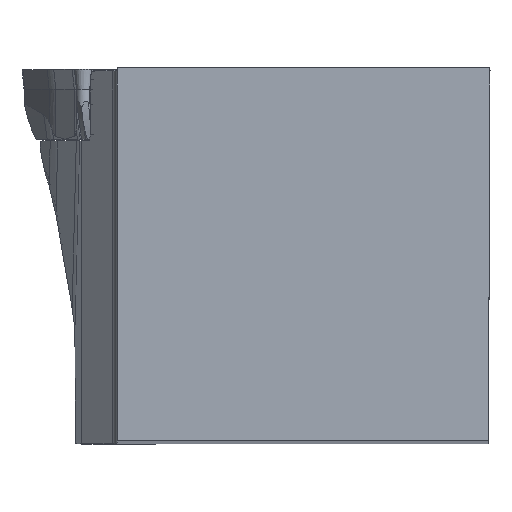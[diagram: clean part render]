
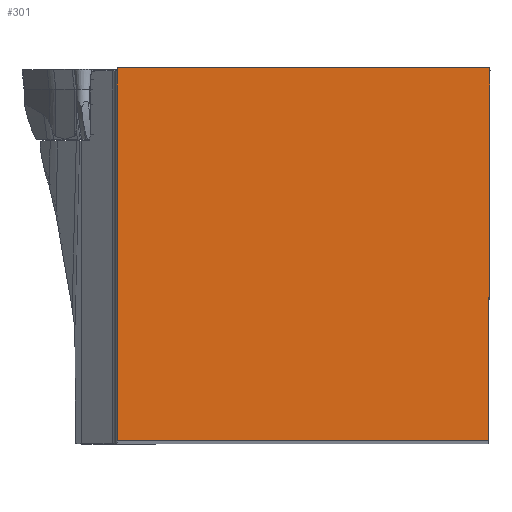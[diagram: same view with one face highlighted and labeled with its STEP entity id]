
A CAD part, top view. The second image highlights one B-rep face of the part: STEP entity #301.
In plain terms, the highlighted planar face has unit normal (0, 0, 1).
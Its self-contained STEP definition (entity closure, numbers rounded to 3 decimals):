
#301=ADVANCED_FACE('CU_BACK_SU1',(#436),#391,.F.);
#391=PLANE('',#1946);
#436=FACE_OUTER_BOUND('',#531,.T.);
#531=EDGE_LOOP('',(#705,#706,#707,#708));
#705=ORIENTED_EDGE('',*,*,#1370,.T.);
#706=ORIENTED_EDGE('',*,*,#1382,.T.);
#707=ORIENTED_EDGE('',*,*,#1379,.T.);
#708=ORIENTED_EDGE('',*,*,#1383,.F.);
#1185=VERTEX_POINT('',#2525);
#1186=VERTEX_POINT('',#2527);
#1193=VERTEX_POINT('',#2543);
#1194=VERTEX_POINT('',#2545);
#1370=EDGE_CURVE('',#1186,#1185,#1614,.T.);
#1379=EDGE_CURVE('',#1194,#1193,#1621,.T.);
#1382=EDGE_CURVE('',#1185,#1194,#1624,.T.);
#1383=EDGE_CURVE('',#1186,#1193,#1625,.T.);
#1614=LINE('',#2526,#1749);
#1621=LINE('',#2544,#1756);
#1624=LINE('',#2549,#1759);
#1625=LINE('',#2551,#1760);
#1749=VECTOR('',#2119,1.);
#1756=VECTOR('',#2132,1.);
#1759=VECTOR('',#2137,1.);
#1760=VECTOR('',#2140,1.);
#1946=AXIS2_PLACEMENT_3D('',#2552,#2141,#2142);
#2119=DIRECTION('',(1.,0.,0.));
#2132=DIRECTION('',(-1.,0.,0.));
#2137=DIRECTION('',(0.004,1.,0.));
#2140=DIRECTION('',(0.,1.,0.));
#2141=DIRECTION('',(0.,0.,-1.));
#2142=DIRECTION('',(0.,-1.,0.));
#2525=CARTESIAN_POINT('',(-0.139,0.,0.));
#2526=CARTESIAN_POINT('',(18.093,0.,0.));
#2527=CARTESIAN_POINT('',(-31.85,0.,0.));
#2543=CARTESIAN_POINT('',(-31.85,31.85,0.));
#2544=CARTESIAN_POINT('',(18.093,31.85,0.));
#2545=CARTESIAN_POINT('',(0.,31.85,0.));
#2549=CARTESIAN_POINT('',(0.066,46.929,0.));
#2551=CARTESIAN_POINT('',(-31.85,46.85,0.));
#2552=CARTESIAN_POINT('',(18.093,46.85,0.));
